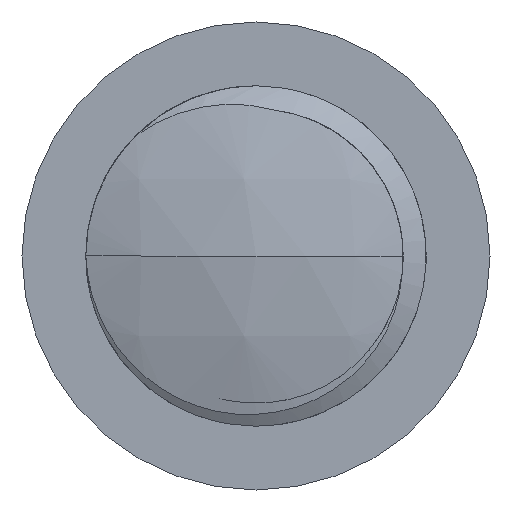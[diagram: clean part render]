
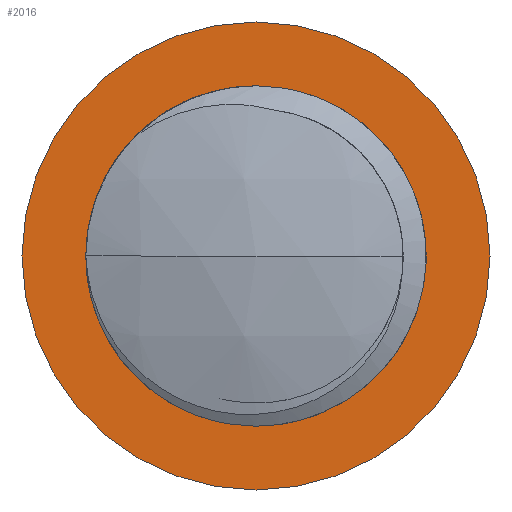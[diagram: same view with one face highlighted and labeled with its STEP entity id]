
A CAD part, front view. The second image highlights one B-rep face of the part: STEP entity #2016.
In plain terms, the highlighted planar face has unit normal (0, -1, 0).
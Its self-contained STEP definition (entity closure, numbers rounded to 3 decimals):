
#178 = ORIENTED_EDGE ( 'NONE', *, *, #8118, .F. ) ;
#300 = CIRCLE ( 'NONE', #1122, 8. ) ;
#382 = DIRECTION ( 'NONE',  ( 0., 0., -1. ) ) ;
#514 = AXIS2_PLACEMENT_3D ( 'NONE', #3350, #8144, #9595 ) ;
#538 = CARTESIAN_POINT ( 'NONE',  ( 0., 54., -11. ) ) ;
#1045 = PLANE ( 'NONE',  #2164 ) ;
#1099 = DIRECTION ( 'NONE',  ( 0., -1., 0. ) ) ;
#1122 = AXIS2_PLACEMENT_3D ( 'NONE', #4415, #6047, #4523 ) ;
#1244 = ORIENTED_EDGE ( 'NONE', *, *, #6604, .T. ) ;
#1612 = CIRCLE ( 'NONE', #9890, 8. ) ;
#1773 = FACE_OUTER_BOUND ( 'NONE', #5945, .T. ) ;
#2016 = ADVANCED_FACE ( 'NONE', ( #8750, #1773 ), #1045, .F. ) ;
#2065 = EDGE_CURVE ( 'NONE', #9306, #6268, #5751, .T. ) ;
#2164 = AXIS2_PLACEMENT_3D ( 'NONE', #5706, #7324, #5800 ) ;
#2362 = EDGE_LOOP ( 'NONE', ( #6807, #178 ) ) ;
#2693 = CARTESIAN_POINT ( 'NONE',  ( 0., 54., 11. ) ) ;
#3350 = CARTESIAN_POINT ( 'NONE',  ( 0., 54., 0. ) ) ;
#4275 = DIRECTION ( 'NONE',  ( 0., 0., -1. ) ) ;
#4321 = CARTESIAN_POINT ( 'NONE',  ( 0., 54., 0. ) ) ;
#4415 = CARTESIAN_POINT ( 'NONE',  ( 0., 54., 0. ) ) ;
#4523 = DIRECTION ( 'NONE',  ( 0., 0., -1. ) ) ;
#4716 = CARTESIAN_POINT ( 'NONE',  ( 0., 54., 8. ) ) ;
#5706 = CARTESIAN_POINT ( 'NONE',  ( -8., 54., 0. ) ) ;
#5751 = CIRCLE ( 'NONE', #514, 11. ) ;
#5800 = DIRECTION ( 'NONE',  ( 0., 0., 1. ) ) ;
#5945 = EDGE_LOOP ( 'NONE', ( #1244, #7828 ) ) ;
#6047 = DIRECTION ( 'NONE',  ( 0., -1., 0. ) ) ;
#6268 = VERTEX_POINT ( 'NONE', #538 ) ;
#6604 = EDGE_CURVE ( 'NONE', #6268, #9306, #7307, .T. ) ;
#6697 = VERTEX_POINT ( 'NONE', #9549 ) ;
#6807 = ORIENTED_EDGE ( 'NONE', *, *, #9274, .F. ) ;
#7307 = CIRCLE ( 'NONE', #8617, 11. ) ;
#7324 = DIRECTION ( 'NONE',  ( 0., 1., 0. ) ) ;
#7325 = VERTEX_POINT ( 'NONE', #4716 ) ;
#7427 = DIRECTION ( 'NONE',  ( 0., -1., 0. ) ) ;
#7828 = ORIENTED_EDGE ( 'NONE', *, *, #2065, .T. ) ;
#8097 = CARTESIAN_POINT ( 'NONE',  ( 0., 54., 0. ) ) ;
#8118 = EDGE_CURVE ( 'NONE', #7325, #6697, #300, .T. ) ;
#8144 = DIRECTION ( 'NONE',  ( 0., -1., 0. ) ) ;
#8617 = AXIS2_PLACEMENT_3D ( 'NONE', #8097, #1099, #382 ) ;
#8750 = FACE_BOUND ( 'NONE', #2362, .T. ) ;
#9274 = EDGE_CURVE ( 'NONE', #6697, #7325, #1612, .T. ) ;
#9306 = VERTEX_POINT ( 'NONE', #2693 ) ;
#9549 = CARTESIAN_POINT ( 'NONE',  ( 0., 54., -8. ) ) ;
#9595 = DIRECTION ( 'NONE',  ( 0., 0., -1. ) ) ;
#9890 = AXIS2_PLACEMENT_3D ( 'NONE', #4321, #7427, #4275 ) ;
